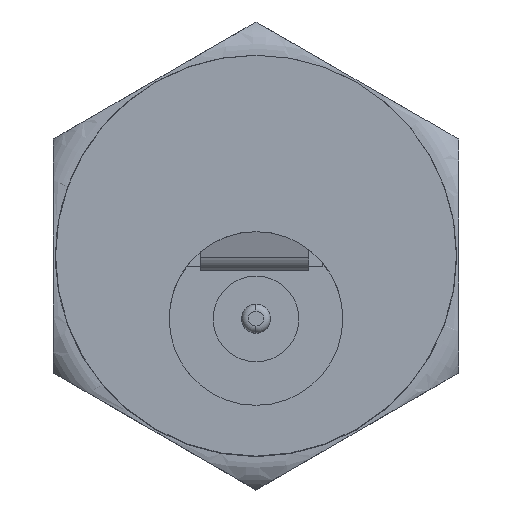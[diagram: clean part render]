
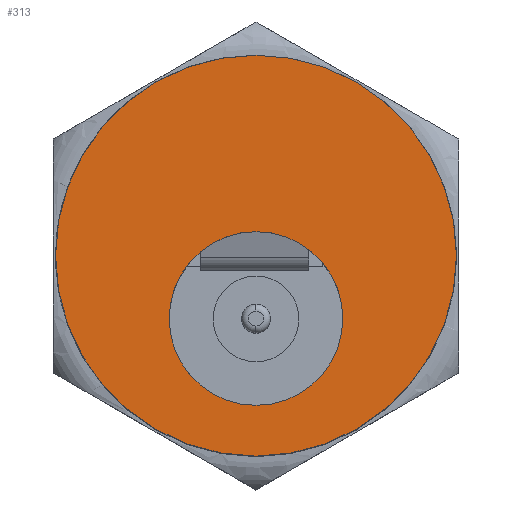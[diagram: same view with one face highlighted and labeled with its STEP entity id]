
A CAD part, top view. The second image highlights one B-rep face of the part: STEP entity #313.
In plain terms, the highlighted planar face has unit normal (0, 0, 1).
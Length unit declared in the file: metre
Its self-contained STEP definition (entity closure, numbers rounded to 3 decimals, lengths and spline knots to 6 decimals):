
#313=ADVANCED_FACE('0:257',(#743,#744),#745,.T.);
#743=FACE_BOUND('',#1329,.T.);
#744=FACE_OUTER_BOUND('',#1330,.T.);
#745=PLANE('',#1331);
#1329=EDGE_LOOP('',(#2865,#2866));
#1330=EDGE_LOOP('',(#2867,#2868));
#1331=AXIS2_PLACEMENT_3D('',#2869,#2870,#2871);
#2865=ORIENTED_EDGE('',*,*,#4025,.F.);
#2866=ORIENTED_EDGE('',*,*,#4388,.F.);
#2867=ORIENTED_EDGE('',*,*,#4389,.T.);
#2868=ORIENTED_EDGE('',*,*,#4007,.T.);
#2869=CARTESIAN_POINT('',(0.002129,-0.000015,-0.005115));
#2870=DIRECTION('',(0.,0.,1.0));
#2871=DIRECTION('',(0.,-1.0,0.));
#4007=EDGE_CURVE('0:1058',#4737,#4734,#4738,.T.);
#4025=EDGE_CURVE('0:1040',#4768,#4771,#4772,.T.);
#4388=EDGE_CURVE('0:1040',#4771,#4768,#5361,.T.);
#4389=EDGE_CURVE('0:1058',#4734,#4737,#5362,.T.);
#4734=VERTEX_POINT('',#5916);
#4737=VERTEX_POINT('',#5920);
#4738=CIRCLE('',#5921,0.006925);
#4768=VERTEX_POINT('',#6070);
#4771=VERTEX_POINT('',#6074);
#4772=CIRCLE('',#6075,0.003);
#5361=CIRCLE('',#8979,0.003);
#5362=CIRCLE('',#8980,0.006925);
#5916=CARTESIAN_POINT('',(0.06683,-0.00694,-0.005115));
#5920=CARTESIAN_POINT('',(0.06683,0.00691,-0.005115));
#5921=AXIS2_PLACEMENT_3D('',#10782,#10783,#10784);
#6070=CARTESIAN_POINT('',(0.06683,0.000815,-0.005115));
#6074=CARTESIAN_POINT('',(0.06683,-0.005185,-0.005115));
#6075=AXIS2_PLACEMENT_3D('',#10812,#10813,#10814);
#8979=AXIS2_PLACEMENT_3D('',#11168,#11169,#11170);
#8980=AXIS2_PLACEMENT_3D('',#11171,#11172,#11173);
#10782=CARTESIAN_POINT('',(0.06683,-0.000015,-0.005115));
#10783=DIRECTION('',(0.,0.,1.0));
#10784=DIRECTION('',(0.,-1.0,0.));
#10812=CARTESIAN_POINT('',(0.06683,-0.002185,-0.005115));
#10813=DIRECTION('',(0.,0.,1.0));
#10814=DIRECTION('',(0.,-1.0,0.));
#11168=CARTESIAN_POINT('',(0.06683,-0.002185,-0.005115));
#11169=DIRECTION('',(0.,0.,1.0));
#11170=DIRECTION('',(0.,-1.0,0.));
#11171=CARTESIAN_POINT('',(0.06683,-0.000015,-0.005115));
#11172=DIRECTION('',(0.,0.,1.0));
#11173=DIRECTION('',(0.,-1.0,0.));
